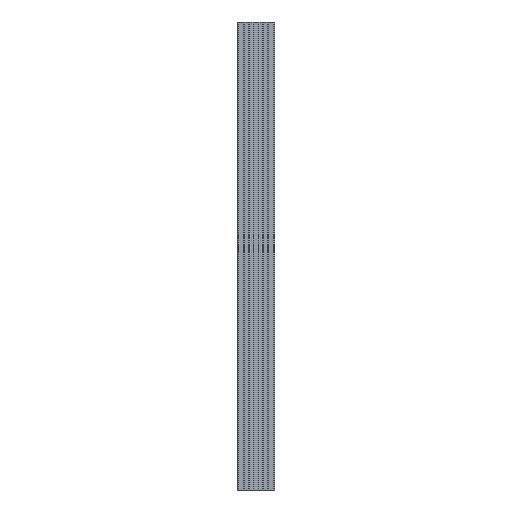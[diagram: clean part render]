
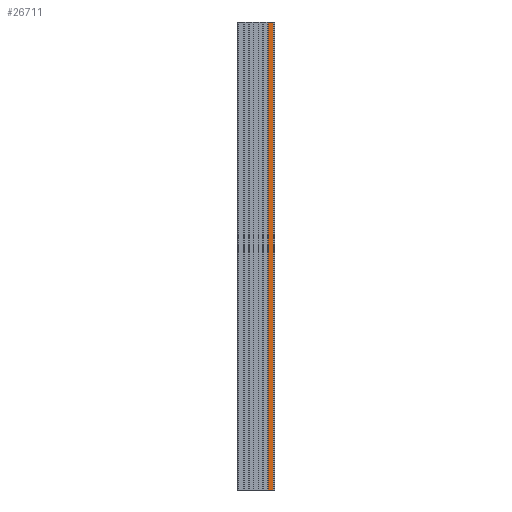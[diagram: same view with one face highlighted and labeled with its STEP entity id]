
A CAD part, front view. The second image highlights one B-rep face of the part: STEP entity #26711.
In plain terms, the highlighted planar face has unit normal (0, -1, 0).
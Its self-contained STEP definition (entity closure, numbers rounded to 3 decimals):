
#1170=FACE_OUTER_BOUND('',#2455,.T.);
#2455=EDGE_LOOP('',(#22466,#22467,#22468,#22469));
#5849=LINE('',#41015,#9677);
#6154=LINE('',#41624,#9982);
#6155=LINE('',#41627,#9983);
#6156=LINE('',#41628,#9984);
#9677=VECTOR('',#33490,11.2);
#9982=VECTOR('',#33963,1000.);
#9983=VECTOR('',#33966,11.2);
#9984=VECTOR('',#33967,1000.);
#12451=VERTEX_POINT('',#41012);
#12452=VERTEX_POINT('',#41014);
#12672=VERTEX_POINT('',#41622);
#12673=VERTEX_POINT('',#41626);
#16057=EDGE_CURVE('',#12451,#12452,#5849,.T.);
#16362=EDGE_CURVE('',#12451,#12672,#6154,.T.);
#16363=EDGE_CURVE('',#12673,#12672,#6155,.T.);
#16364=EDGE_CURVE('',#12452,#12673,#6156,.T.);
#22466=ORIENTED_EDGE('',*,*,#16362,.T.);
#22467=ORIENTED_EDGE('',*,*,#16363,.F.);
#22468=ORIENTED_EDGE('',*,*,#16364,.F.);
#22469=ORIENTED_EDGE('',*,*,#16057,.F.);
#25433=PLANE('',#27992);
#26711=ADVANCED_FACE('',(#1170),#25433,.T.);
#27992=AXIS2_PLACEMENT_3D('',#41625,#33964,#33965);
#33490=DIRECTION('',(-1.,0.,0.));
#33963=DIRECTION('',(0.,0.,1.));
#33964=DIRECTION('center_axis',(0.,-1.,0.));
#33965=DIRECTION('ref_axis',(1.,0.,0.));
#33966=DIRECTION('',(1.,0.,0.));
#33967=DIRECTION('',(0.,0.,1.));
#41012=CARTESIAN_POINT('',(37.,-20.,-500.));
#41014=CARTESIAN_POINT('',(25.8,-20.,-500.));
#41015=CARTESIAN_POINT('',(25.8,-20.,-500.));
#41622=CARTESIAN_POINT('',(37.,-20.,500.));
#41624=CARTESIAN_POINT('',(37.,-20.,0.));
#41625=CARTESIAN_POINT('Origin',(25.8,-20.,0.));
#41626=CARTESIAN_POINT('',(25.8,-20.,500.));
#41627=CARTESIAN_POINT('',(25.8,-20.,500.));
#41628=CARTESIAN_POINT('',(25.8,-20.,0.));
